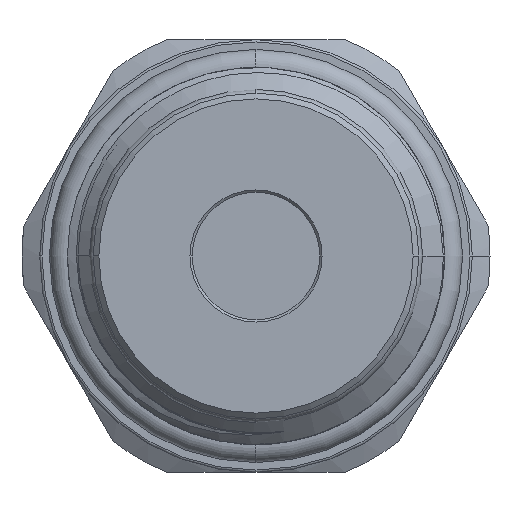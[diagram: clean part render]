
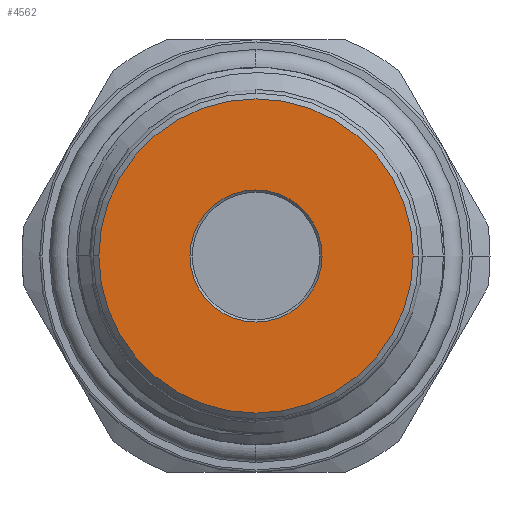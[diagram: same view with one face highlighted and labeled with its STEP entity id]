
A CAD part, left-side view. The second image highlights one B-rep face of the part: STEP entity #4562.
In plain terms, the highlighted planar face has unit normal (-1, 0, 0).
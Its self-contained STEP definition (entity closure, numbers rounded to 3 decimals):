
#1516 = CARTESIAN_POINT ( 'NONE',  ( 3.95, 0., 0. ) ) ;
#1691 = CARTESIAN_POINT ( 'NONE',  ( 3.95, 0., 0. ) ) ;
#1771 = AXIS2_PLACEMENT_3D ( 'NONE', #11588, #6710, #4158 ) ;
#1987 = AXIS2_PLACEMENT_3D ( 'NONE', #10965, #7469, #3642 ) ;
#2376 = DIRECTION ( 'NONE',  ( 0., 1., 0. ) ) ;
#2739 = EDGE_CURVE ( 'NONE', #10466, #6617, #4397, .T. ) ;
#2810 = CARTESIAN_POINT ( 'NONE',  ( 3.95, -5.8, 0. ) ) ;
#3361 = CIRCLE ( 'NONE', #1771, 5.8 ) ;
#3549 = EDGE_CURVE ( 'NONE', #6617, #10466, #9021, .T. ) ;
#3642 = DIRECTION ( 'NONE',  ( 0., 1., 0. ) ) ;
#4058 = DIRECTION ( 'NONE',  ( 1., 0., 0. ) ) ;
#4158 = DIRECTION ( 'NONE',  ( 0., 1., 0. ) ) ;
#4224 = CARTESIAN_POINT ( 'NONE',  ( 3.95, 5.8, 0. ) ) ;
#4397 = CIRCLE ( 'NONE', #7709, 13.8 ) ;
#4562 = ADVANCED_FACE ( 'NONE', ( #7828, #4859 ), #14360, .T. ) ;
#4859 = FACE_OUTER_BOUND ( 'NONE', #14933, .T. ) ;
#5959 = VERTEX_POINT ( 'NONE', #2810 ) ;
#6230 = ORIENTED_EDGE ( 'NONE', *, *, #8213, .T. ) ;
#6603 = DIRECTION ( 'NONE',  ( 0., 1., 0. ) ) ;
#6617 = VERTEX_POINT ( 'NONE', #7512 ) ;
#6710 = DIRECTION ( 'NONE',  ( 1., 0., 0. ) ) ;
#7291 = ORIENTED_EDGE ( 'NONE', *, *, #2739, .T. ) ;
#7469 = DIRECTION ( 'NONE',  ( -1., 0., 0. ) ) ;
#7512 = CARTESIAN_POINT ( 'NONE',  ( 3.95, 13.8, 0. ) ) ;
#7709 = AXIS2_PLACEMENT_3D ( 'NONE', #16096, #16310, #2376 ) ;
#7810 = ORIENTED_EDGE ( 'NONE', *, *, #3549, .T. ) ;
#7828 = FACE_BOUND ( 'NONE', #16089, .T. ) ;
#8115 = DIRECTION ( 'NONE',  ( 0., 1., 0. ) ) ;
#8213 = EDGE_CURVE ( 'NONE', #5959, #12782, #8387, .T. ) ;
#8387 = CIRCLE ( 'NONE', #15080, 5.8 ) ;
#9021 = CIRCLE ( 'NONE', #1987, 13.8 ) ;
#10466 = VERTEX_POINT ( 'NONE', #11866 ) ;
#10965 = CARTESIAN_POINT ( 'NONE',  ( 3.95, 0., 0. ) ) ;
#11588 = CARTESIAN_POINT ( 'NONE',  ( 3.95, 0., 0. ) ) ;
#11866 = CARTESIAN_POINT ( 'NONE',  ( 3.95, -13.8, 0. ) ) ;
#12782 = VERTEX_POINT ( 'NONE', #4224 ) ;
#13678 = ORIENTED_EDGE ( 'NONE', *, *, #15003, .T. ) ;
#14360 = PLANE ( 'NONE',  #15137 ) ;
#14933 = EDGE_LOOP ( 'NONE', ( #7291, #7810 ) ) ;
#15003 = EDGE_CURVE ( 'NONE', #12782, #5959, #3361, .T. ) ;
#15080 = AXIS2_PLACEMENT_3D ( 'NONE', #1691, #4058, #6603 ) ;
#15137 = AXIS2_PLACEMENT_3D ( 'NONE', #1516, #15602, #8115 ) ;
#15602 = DIRECTION ( 'NONE',  ( -1., 0., 0. ) ) ;
#16089 = EDGE_LOOP ( 'NONE', ( #13678, #6230 ) ) ;
#16096 = CARTESIAN_POINT ( 'NONE',  ( 3.95, 0., 0. ) ) ;
#16310 = DIRECTION ( 'NONE',  ( -1., 0., 0. ) ) ;
